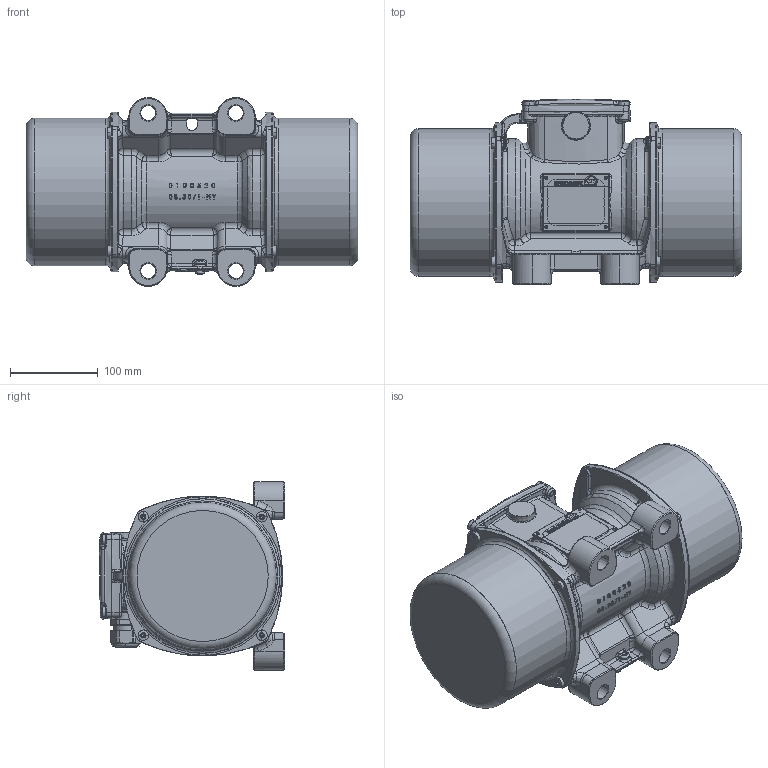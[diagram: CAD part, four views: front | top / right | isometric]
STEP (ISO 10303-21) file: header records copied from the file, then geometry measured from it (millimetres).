
FILE_DESCRIPTION (( 'STEP AP214' ), '1' );
FILE_NAME ('NEA-NEG 25700-50Hz.STEP', '2017-03-16T10:50:07', ( '' ), ( '' ), 'SwSTEP 2.0', 'SolidWorks 2015', '' );
FILE_SCHEMA (( 'AUTOMOTIVE_DESIGN' ));
Length unit declared in the file: millimetre
Products named in the file (1): NEA-NEG 25700-50Hz
Bounding box: 378 x 211.15 x 215 mm (x, y, z)
Volume: 1586791.3 mm3; surface area: 704978.3 mm2
Topology: 22 solids, 22 shells, 2908 faces, 7767 edges, 5037 vertices
Faces by surface type: plane 912, bspline 905, cylinder 619, torus 241, cone 184, sphere 47
Full cylindrical faces by diameter (mm): 3.4 x4, 6.5 x4, 9 x8, 11 x1, 16 x1, 23.5 x1, 110.4 x1, 130 x2, 164.8 x2, 165 x2, 165.5 x2, 167.9 x2, 176.5 x2
Entity records: 137798 total; most frequent: CARTESIAN_POINT 71956, ORIENTED_EDGE 14974, DIRECTION 11097, EDGE_CURVE 7487, VERTEX_POINT 4979, AXIS2_PLACEMENT_3D 4092, EDGE_LOOP 3344, FACE_OUTER_BOUND 2974
